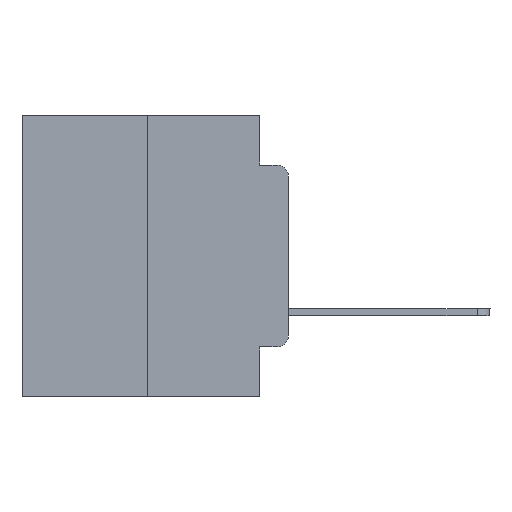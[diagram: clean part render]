
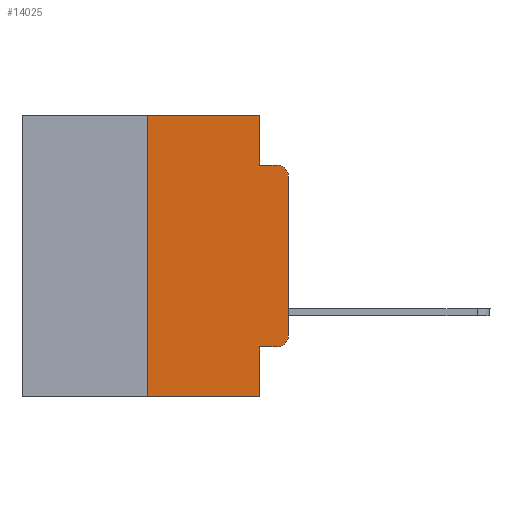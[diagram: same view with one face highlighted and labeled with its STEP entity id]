
A CAD part, left-side view. The second image highlights one B-rep face of the part: STEP entity #14025.
In plain terms, the highlighted planar face has unit normal (-1, 0, 0).
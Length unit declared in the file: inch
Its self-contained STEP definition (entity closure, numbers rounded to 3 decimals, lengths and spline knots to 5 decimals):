
#410 = DIRECTION ( 'NONE',  ( 0., 0., -1. ) ) ;
#469 = DIRECTION ( 'NONE',  ( 0., 0., -1. ) ) ;
#776 = VECTOR ( 'NONE', #14307, 39.37008 ) ;
#832 = VECTOR ( 'NONE', #23077, 39.37008 ) ;
#964 = EDGE_CURVE ( 'NONE', #2244, #12257, #20362, .T. ) ;
#997 = DIRECTION ( 'NONE',  ( 0., -1., 0. ) ) ;
#1017 = ORIENTED_EDGE ( 'NONE', *, *, #15600, .T. ) ;
#1032 = VECTOR ( 'NONE', #9931, 39.37008 ) ;
#1269 = CARTESIAN_POINT ( 'NONE',  ( 0., 0.051, 0. ) ) ;
#1440 = ORIENTED_EDGE ( 'NONE', *, *, #15814, .F. ) ;
#1472 = VERTEX_POINT ( 'NONE', #11620 ) ;
#1506 = AXIS2_PLACEMENT_3D ( 'NONE', #21228, #17073, #3220 ) ;
#1598 = VERTEX_POINT ( 'NONE', #21251 ) ;
#1788 = CARTESIAN_POINT ( 'NONE',  ( 0., 0.051, -0.5 ) ) ;
#2244 = VERTEX_POINT ( 'NONE', #7359 ) ;
#3220 = DIRECTION ( 'NONE',  ( 0., 0., -1. ) ) ;
#3479 = ORIENTED_EDGE ( 'NONE', *, *, #964, .T. ) ;
#3937 = EDGE_CURVE ( 'NONE', #19538, #5945, #9688, .T. ) ;
#3948 = CARTESIAN_POINT ( 'NONE',  ( 0., 0.25, 0. ) ) ;
#4267 = CARTESIAN_POINT ( 'NONE',  ( 0., 0.051, 0. ) ) ;
#4638 = CARTESIAN_POINT ( 'NONE',  ( 0., 0., 0. ) ) ;
#5945 = VERTEX_POINT ( 'NONE', #8652 ) ;
#5968 = EDGE_CURVE ( 'NONE', #21803, #15670, #12581, .T. ) ;
#6438 = ORIENTED_EDGE ( 'NONE', *, *, #21544, .T. ) ;
#6718 = DIRECTION ( 'NONE',  ( 0., 0., -1. ) ) ;
#6966 = AXIS2_PLACEMENT_3D ( 'NONE', #15689, #25629, #469 ) ;
#7359 = CARTESIAN_POINT ( 'NONE',  ( 0., 0.25, -0.5 ) ) ;
#7460 = LINE ( 'NONE', #25394, #18289 ) ;
#8050 = ORIENTED_EDGE ( 'NONE', *, *, #12369, .F. ) ;
#8652 = CARTESIAN_POINT ( 'NONE',  ( 0., 0., -0.1085 ) ) ;
#9359 = CARTESIAN_POINT ( 'NONE',  ( 0., 0.02, -0.0885 ) ) ;
#9640 = DIRECTION ( 'NONE',  ( 0., -1., 0. ) ) ;
#9688 = LINE ( 'NONE', #4638, #10308 ) ;
#9837 = CARTESIAN_POINT ( 'NONE',  ( 0., 0.473, -0.5 ) ) ;
#9887 = CIRCLE ( 'NONE', #1506, 0.02 ) ;
#9931 = DIRECTION ( 'NONE',  ( 0., 0., 1. ) ) ;
#10044 = ORIENTED_EDGE ( 'NONE', *, *, #19426, .T. ) ;
#10308 = VECTOR ( 'NONE', #14336, 39.37008 ) ;
#10662 = CARTESIAN_POINT ( 'NONE',  ( 0., 0.473, 0. ) ) ;
#11432 = LINE ( 'NONE', #17379, #832 ) ;
#11620 = CARTESIAN_POINT ( 'NONE',  ( 0., 0.051, -0.0885 ) ) ;
#12257 = VERTEX_POINT ( 'NONE', #1788 ) ;
#12369 = EDGE_CURVE ( 'NONE', #2244, #21803, #19037, .T. ) ;
#12581 = LINE ( 'NONE', #10662, #15701 ) ;
#12894 = CARTESIAN_POINT ( 'NONE',  ( 0., 0.02, -0.3915 ) ) ;
#13187 = LINE ( 'NONE', #4267, #18402 ) ;
#14025 = ADVANCED_FACE ( 'NONE', ( #23904 ), #22255, .F. ) ;
#14307 = DIRECTION ( 'NONE',  ( 0., -1., 0. ) ) ;
#14336 = DIRECTION ( 'NONE',  ( 0., 0., 1. ) ) ;
#14371 = ORIENTED_EDGE ( 'NONE', *, *, #18332, .F. ) ;
#15050 = CARTESIAN_POINT ( 'NONE',  ( 0., 0., -0.3915 ) ) ;
#15600 = EDGE_CURVE ( 'NONE', #5945, #22768, #9887, .T. ) ;
#15670 = VERTEX_POINT ( 'NONE', #1269 ) ;
#15689 = CARTESIAN_POINT ( 'NONE',  ( 0., 0.473, 0. ) ) ;
#15701 = VECTOR ( 'NONE', #997, 39.37008 ) ;
#15814 = EDGE_CURVE ( 'NONE', #25062, #12257, #11432, .T. ) ;
#16082 = CARTESIAN_POINT ( 'NONE',  ( 0., 0.25, 0. ) ) ;
#17073 = DIRECTION ( 'NONE',  ( -1., 0., 0. ) ) ;
#17379 = CARTESIAN_POINT ( 'NONE',  ( 0., 0.051, 0. ) ) ;
#17403 = ORIENTED_EDGE ( 'NONE', *, *, #22378, .F. ) ;
#17794 = DIRECTION ( 'NONE',  ( 0., -1., 0. ) ) ;
#18289 = VECTOR ( 'NONE', #9640, 39.37008 ) ;
#18332 = EDGE_CURVE ( 'NONE', #1472, #22768, #7460, .T. ) ;
#18402 = VECTOR ( 'NONE', #410, 39.37008 ) ;
#19037 = LINE ( 'NONE', #16082, #1032 ) ;
#19426 = EDGE_CURVE ( 'NONE', #1598, #19538, #22000, .T. ) ;
#19538 = VERTEX_POINT ( 'NONE', #15050 ) ;
#19863 = AXIS2_PLACEMENT_3D ( 'NONE', #12894, #24755, #6718 ) ;
#20362 = LINE ( 'NONE', #9837, #22844 ) ;
#20454 = ORIENTED_EDGE ( 'NONE', *, *, #3937, .T. ) ;
#20661 = LINE ( 'NONE', #22034, #776 ) ;
#21228 = CARTESIAN_POINT ( 'NONE',  ( 0., 0.02, -0.1085 ) ) ;
#21251 = CARTESIAN_POINT ( 'NONE',  ( 0., 0.02, -0.4115 ) ) ;
#21544 = EDGE_CURVE ( 'NONE', #25062, #1598, #20661, .T. ) ;
#21803 = VERTEX_POINT ( 'NONE', #3948 ) ;
#22000 = CIRCLE ( 'NONE', #19863, 0.02 ) ;
#22034 = CARTESIAN_POINT ( 'NONE',  ( 0., 0.051, -0.4115 ) ) ;
#22255 = PLANE ( 'NONE',  #6966 ) ;
#22378 = EDGE_CURVE ( 'NONE', #15670, #1472, #13187, .T. ) ;
#22768 = VERTEX_POINT ( 'NONE', #9359 ) ;
#22844 = VECTOR ( 'NONE', #17794, 39.37008 ) ;
#23077 = DIRECTION ( 'NONE',  ( 0., 0., -1. ) ) ;
#23769 = EDGE_LOOP ( 'NONE', ( #20454, #1017, #14371, #17403, #25291, #8050, #3479, #1440, #6438, #10044 ) ) ;
#23904 = FACE_OUTER_BOUND ( 'NONE', #23769, .T. ) ;
#24567 = CARTESIAN_POINT ( 'NONE',  ( 0., 0.051, -0.4115 ) ) ;
#24755 = DIRECTION ( 'NONE',  ( -1., 0., 0. ) ) ;
#25062 = VERTEX_POINT ( 'NONE', #24567 ) ;
#25291 = ORIENTED_EDGE ( 'NONE', *, *, #5968, .F. ) ;
#25394 = CARTESIAN_POINT ( 'NONE',  ( 0., 0.051, -0.0885 ) ) ;
#25629 = DIRECTION ( 'NONE',  ( 1., 0., 0. ) ) ;
